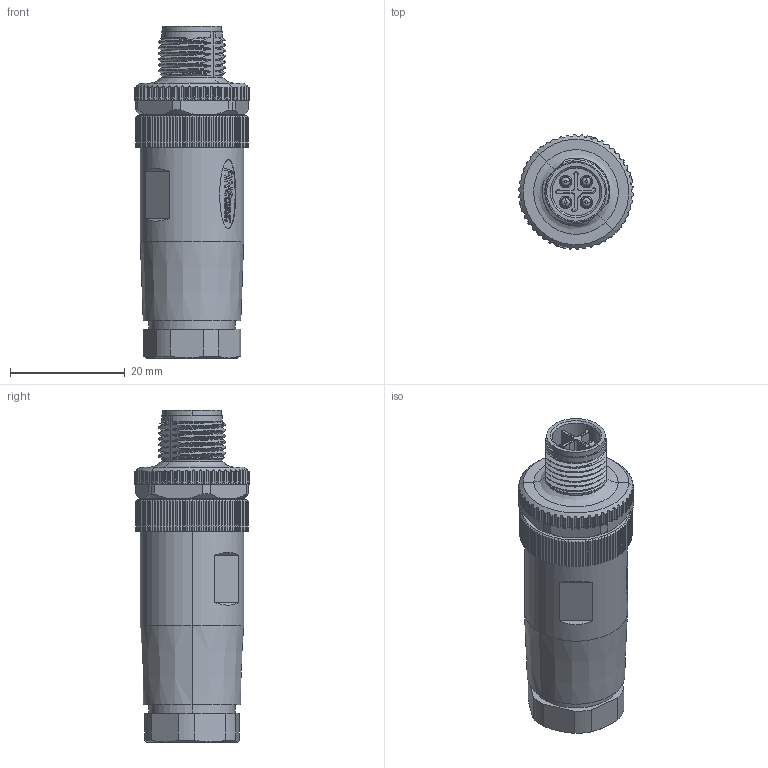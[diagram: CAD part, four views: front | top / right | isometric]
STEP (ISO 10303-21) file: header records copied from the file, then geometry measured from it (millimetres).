
FILE_DESCRIPTION (( 'STEP AP203' ), '1' );
FILE_NAME ('P164.STEP', '2020-05-12T08:18:40', ( 'edpusr' ), ( 'Microsoft' ), 'SwSTEP 2.0', 'SolidWorks 2015', '' );
FILE_SCHEMA (( 'CONFIG_CONTROL_DESIGN' ));
Length unit declared in the file: millimetre
Products named in the file (1): P164
Bounding box: 19.99 x 20 x 57.83 mm (x, y, z)
Volume: 11493.2 mm3; surface area: 6939.5 mm2
Topology: 1 solids, 5 shells, 1235 faces, 3453 edges, 2269 vertices
Faces by surface type: plane 467, cylinder 451, bspline 191, cone 68, torus 56, sphere 2
Entity records: 50595 total; most frequent: CARTESIAN_POINT 21213, ORIENTED_EDGE 6904, DIRECTION 4936, EDGE_CURVE 3452, VERTEX_POINT 2269, AXIS2_PLACEMENT_3D 1683, VECTOR 1570, LINE 1570
